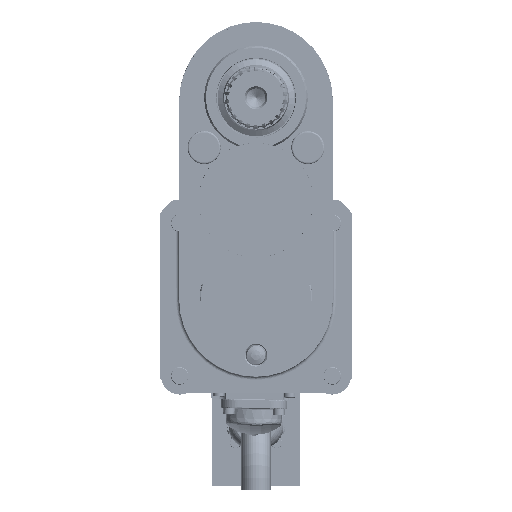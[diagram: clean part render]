
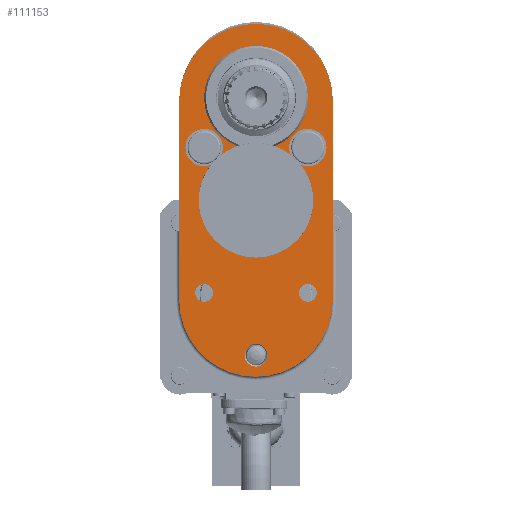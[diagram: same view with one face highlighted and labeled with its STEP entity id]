
A CAD part, left-side view. The second image highlights one B-rep face of the part: STEP entity #111153.
In plain terms, the highlighted planar face has unit normal (-1, 0, 0).
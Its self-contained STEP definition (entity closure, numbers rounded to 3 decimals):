
#686=FACE_BOUND('',#16397,.T.);
#687=FACE_BOUND('',#16398,.T.);
#688=FACE_BOUND('',#16399,.T.);
#689=FACE_BOUND('',#16400,.T.);
#690=FACE_BOUND('',#16401,.T.);
#691=FACE_BOUND('',#16402,.T.);
#2042=PLANE('',#118060);
#10255=FACE_OUTER_BOUND('',#16396,.T.);
#16396=EDGE_LOOP('',(#78450,#78451,#78452,#78453));
#16397=EDGE_LOOP('',(#78454));
#16398=EDGE_LOOP('',(#78455,#78456,#78457));
#16399=EDGE_LOOP('',(#78458,#78459));
#16400=EDGE_LOOP('',(#78460));
#16401=EDGE_LOOP('',(#78461));
#16402=EDGE_LOOP('',(#78462));
#23350=CIRCLE('',#118058,3.7);
#23351=CIRCLE('',#118061,3.7);
#23352=CIRCLE('',#118062,0.55);
#23353=CIRCLE('',#118063,2.763);
#23354=CIRCLE('',#118064,2.5);
#23355=CIRCLE('',#118065,2.763);
#23356=CIRCLE('',#118066,0.425);
#23357=CIRCLE('',#118067,0.425);
#23358=CIRCLE('',#118068,0.425);
#23359=CIRCLE('',#118069,0.5);
#23360=CIRCLE('',#118070,0.5);
#31580=LINE('',#164394,#39812);
#31588=LINE('',#164460,#39820);
#39812=VECTOR('',#131939,9.6);
#39820=VECTOR('',#131949,9.6);
#48443=VERTEX_POINT('',#164387);
#48444=VERTEX_POINT('',#164389);
#48445=VERTEX_POINT('',#164393);
#48453=VERTEX_POINT('',#164459);
#48454=VERTEX_POINT('',#164462);
#48455=VERTEX_POINT('',#164464);
#48456=VERTEX_POINT('',#164465);
#48457=VERTEX_POINT('',#164467);
#48458=VERTEX_POINT('',#164470);
#48459=VERTEX_POINT('',#164471);
#48460=VERTEX_POINT('',#164474);
#48461=VERTEX_POINT('',#164476);
#48462=VERTEX_POINT('',#164478);
#60208=EDGE_CURVE('',#48444,#48443,#23350,.T.);
#60210=EDGE_CURVE('',#48445,#48444,#31580,.T.);
#60219=EDGE_CURVE('',#48443,#48453,#31588,.T.);
#60220=EDGE_CURVE('',#48453,#48445,#23351,.T.);
#60221=EDGE_CURVE('',#48454,#48454,#23352,.T.);
#60222=EDGE_CURVE('',#48455,#48456,#23353,.T.);
#60223=EDGE_CURVE('',#48455,#48457,#23354,.T.);
#60224=EDGE_CURVE('',#48456,#48457,#23355,.T.);
#60225=EDGE_CURVE('',#48458,#48459,#23356,.T.);
#60226=EDGE_CURVE('',#48459,#48458,#23357,.T.);
#60227=EDGE_CURVE('',#48460,#48460,#23358,.T.);
#60228=EDGE_CURVE('',#48461,#48461,#23359,.T.);
#60229=EDGE_CURVE('',#48462,#48462,#23360,.T.);
#78450=ORIENTED_EDGE('',*,*,#60219,.T.);
#78451=ORIENTED_EDGE('',*,*,#60220,.T.);
#78452=ORIENTED_EDGE('',*,*,#60210,.T.);
#78453=ORIENTED_EDGE('',*,*,#60208,.T.);
#78454=ORIENTED_EDGE('',*,*,#60221,.T.);
#78455=ORIENTED_EDGE('',*,*,#60222,.F.);
#78456=ORIENTED_EDGE('',*,*,#60223,.T.);
#78457=ORIENTED_EDGE('',*,*,#60224,.F.);
#78458=ORIENTED_EDGE('',*,*,#60225,.F.);
#78459=ORIENTED_EDGE('',*,*,#60226,.F.);
#78460=ORIENTED_EDGE('',*,*,#60227,.T.);
#78461=ORIENTED_EDGE('',*,*,#60228,.F.);
#78462=ORIENTED_EDGE('',*,*,#60229,.F.);
#111153=ADVANCED_FACE('',(#10255,#686,#687,#688,#689,#690,#691),#2042,.T.);
#118058=AXIS2_PLACEMENT_3D('',#164390,#131934,#131935);
#118060=AXIS2_PLACEMENT_3D('',#164458,#131947,#131948);
#118061=AXIS2_PLACEMENT_3D('',#164461,#131950,#131951);
#118062=AXIS2_PLACEMENT_3D('',#164463,#131952,#131953);
#118063=AXIS2_PLACEMENT_3D('',#164466,#131954,#131955);
#118064=AXIS2_PLACEMENT_3D('',#164468,#131956,#131957);
#118065=AXIS2_PLACEMENT_3D('',#164469,#131958,#131959);
#118066=AXIS2_PLACEMENT_3D('',#164472,#131960,#131961);
#118067=AXIS2_PLACEMENT_3D('',#164473,#131962,#131963);
#118068=AXIS2_PLACEMENT_3D('',#164475,#131964,#131965);
#118069=AXIS2_PLACEMENT_3D('',#164477,#131966,#131967);
#118070=AXIS2_PLACEMENT_3D('',#164479,#131968,#131969);
#131934=DIRECTION('center_axis',(-1.,0.,0.));
#131935=DIRECTION('ref_axis',(0.,-1.,0.));
#131939=DIRECTION('',(0.,0.,1.));
#131947=DIRECTION('center_axis',(-1.,0.,0.));
#131948=DIRECTION('ref_axis',(0.,1.,0.));
#131949=DIRECTION('',(0.,0.,-1.));
#131950=DIRECTION('center_axis',(-1.,0.,0.));
#131951=DIRECTION('ref_axis',(0.,1.,0.));
#131952=DIRECTION('center_axis',(1.,0.,0.));
#131953=DIRECTION('ref_axis',(0.,0.,
-1.));
#131954=DIRECTION('center_axis',(-1.,0.,0.));
#131955=DIRECTION('ref_axis',(0.,0.329,0.944));
#131956=DIRECTION('center_axis',(1.,0.,0.));
#131957=DIRECTION('ref_axis',(0.,0.363,-0.932));
#131958=DIRECTION('center_axis',(-1.,0.,0.));
#131959=DIRECTION('ref_axis',(0.,0.329,0.944));
#131960=DIRECTION('center_axis',(-1.,0.,0.));
#131961=DIRECTION('ref_axis',(0.,1.,0.));
#131962=DIRECTION('center_axis',(-1.,0.,0.));
#131963=DIRECTION('ref_axis',(0.,1.,0.));
#131964=DIRECTION('center_axis',(1.,0.,0.));
#131965=DIRECTION('ref_axis',(0.,-1.,0.));
#131966=DIRECTION('center_axis',(-1.,0.,0.));
#131967=DIRECTION('ref_axis',(0.,1.,0.));
#131968=DIRECTION('center_axis',(-1.,0.,0.));
#131969=DIRECTION('ref_axis',(0.,1.,0.));
#164387=CARTESIAN_POINT('',(-5.8,3.7,9.585));
#164389=CARTESIAN_POINT('',(-5.8,-3.7,9.585));
#164390=CARTESIAN_POINT('Origin',(-5.8,0.,
9.585));
#164393=CARTESIAN_POINT('',(-5.8,-3.7,-0.015));
#164394=CARTESIAN_POINT('',(-5.8,-3.7,-0.015));
#164458=CARTESIAN_POINT('Origin',(-5.8,0.,
4.785));
#164459=CARTESIAN_POINT('',(-5.8,3.7,-0.015));
#164460=CARTESIAN_POINT('',(-5.8,3.7,9.585));
#164461=CARTESIAN_POINT('Origin',(-5.8,0.,
-0.015));
#164462=CARTESIAN_POINT('',(-5.8,0.,-3.227));
#164463=CARTESIAN_POINT('Origin',(-5.8,0.,
-2.677));
#164464=CARTESIAN_POINT('',(-5.8,0.908,7.394));
#164465=CARTESIAN_POINT('',(-5.8,0.,2.022));
#164466=CARTESIAN_POINT('Origin',(-5.8,0.,
4.785));
#164467=CARTESIAN_POINT('',(-5.8,-0.908,7.394));
#164468=CARTESIAN_POINT('Origin',(-5.8,0.,
9.723));
#164469=CARTESIAN_POINT('Origin',(-5.8,0.,
4.785));
#164470=CARTESIAN_POINT('',(-5.8,-2.075,0.323));
#164471=CARTESIAN_POINT('',(-5.8,-2.925,0.323));
#164472=CARTESIAN_POINT('Origin',(-5.8,-2.5,0.323));
#164473=CARTESIAN_POINT('Origin',(-5.8,-2.5,0.323));
#164474=CARTESIAN_POINT('',(-5.8,2.925,0.323));
#164475=CARTESIAN_POINT('Origin',(-5.8,2.5,0.323));
#164476=CARTESIAN_POINT('',(-5.8,-2.,7.323));
#164477=CARTESIAN_POINT('Origin',(-5.8,-2.5,7.323));
#164478=CARTESIAN_POINT('',(-5.8,3.,7.323));
#164479=CARTESIAN_POINT('Origin',(-5.8,2.5,7.323));
